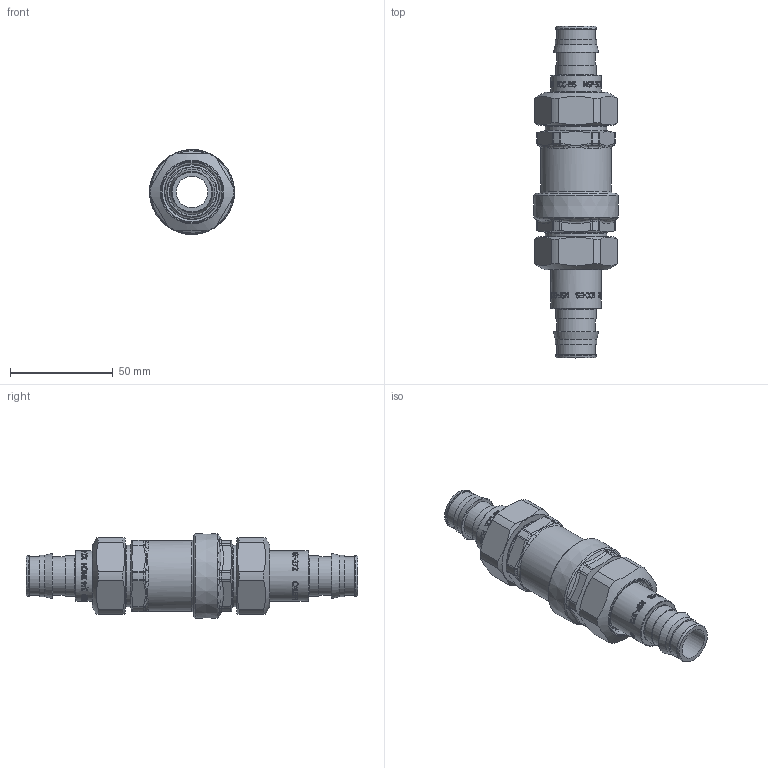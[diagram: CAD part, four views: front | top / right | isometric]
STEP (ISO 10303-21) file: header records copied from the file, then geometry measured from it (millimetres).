
FILE_DESCRIPTION(/* description */ (''),/* implementation_level */ '2;1');
FILE_NAME(/* name */ '127152AFC_Simplify_1.stp',/* time_stamp */ '2025-07-28T15:38:12-05:00',/* author */ ('ischreiner'),/* organization */ (''),/* preprocessor_version */ 'ST-DEVELOPER v20',/* originating_system */ 'Autodesk Inventor 2025',/* authorisation */ '');
FILE_SCHEMA (('AUTOMOTIVE_DESIGN { 1 0 10303 214 3 1 1 }'));
Length unit declared in the file: inch
Products named in the file (1): 127152AFC_Simplify_1
Bounding box: 41.38 x 161.49 x 41.38 mm (x, y, z)
Volume: 55326.4 mm3; surface area: 39497.1 mm2
Topology: 5 solids, 5 shells, 1245 faces, 3283 edges, 2151 vertices
Faces by surface type: plane 515, bspline 468, cylinder 148, cone 57, torus 57
Full cylindrical faces by diameter (mm): 15.367 x2, 18.745 x4, 19.609 x2, 19.99 x1, 20.091 x4, 20.701 x1, 21 x2, 21.996 x1, 24.1 x2, 24.384 x2, 25 x2, 26.924 x2, 27.686 x2, 28.3 x2, 28.5 x1, 28.6 x1, 29.515 x1, 29.972 x1, 30 x4, 30.2 x1, 30.302 x2, 30.4 x1, 33.1 x2, 34.5 x1
Entity records: 53064 total; most frequent: CARTESIAN_POINT 23550, ORIENTED_EDGE 6566, DIRECTION 4673, EDGE_CURVE 3283, VERTEX_POINT 2151, AXIS2_PLACEMENT_3D 1606, LINE 1461, VECTOR 1461
